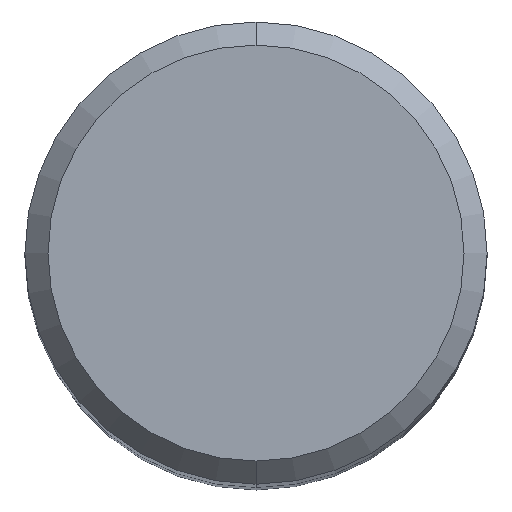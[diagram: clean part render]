
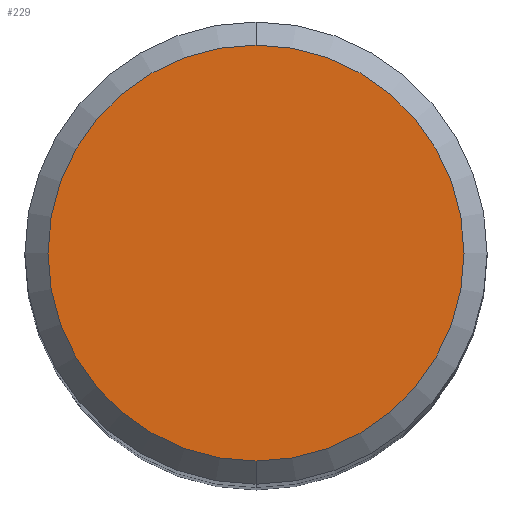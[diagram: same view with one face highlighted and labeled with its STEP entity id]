
A CAD part, top view. The second image highlights one B-rep face of the part: STEP entity #229.
In plain terms, the highlighted planar face has unit normal (0, 0, 1).
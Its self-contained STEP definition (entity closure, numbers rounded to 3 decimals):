
#171=EDGE_CURVE('',#427,#233,#462,.T.);
#229=ADVANCED_FACE('',(#527),#528,.T.);
#233=VERTEX_POINT('',#533);
#265=EDGE_CURVE('',#233,#427,#567,.T.);
#427=VERTEX_POINT('',#746);
#462=CIRCLE('',#790,4.5);
#527=FACE_OUTER_BOUND('',#891,.T.);
#528=PLANE('',#892);
#533=CARTESIAN_POINT('',(0.,-4.5,0.0));
#567=CIRCLE('',#1009,4.5);
#746=CARTESIAN_POINT('',(0.0,4.5,0.0));
#790=AXIS2_PLACEMENT_3D('',#1413,#1414,#1415);
#891=EDGE_LOOP('',(#1501,#1502));
#892=AXIS2_PLACEMENT_3D('',#1503,#1504,#1505);
#1009=AXIS2_PLACEMENT_3D('',#1538,#1539,#1540);
#1413=CARTESIAN_POINT('',(0.0,0.0,0.0));
#1414=DIRECTION('',(0.0,0.0,-1.0));
#1415=DIRECTION('',(0.0,1.0,0.0));
#1501=ORIENTED_EDGE('',*,*,#171,.F.);
#1502=ORIENTED_EDGE('',*,*,#265,.F.);
#1503=CARTESIAN_POINT('',(0.0,2.25,0.0));
#1504=DIRECTION('',(-0.0,0.0,1.0));
#1505=DIRECTION('',(0.0,-1.0,0.0));
#1538=CARTESIAN_POINT('',(0.0,0.0,0.0));
#1539=DIRECTION('',(0.0,0.0,-1.0));
#1540=DIRECTION('',(0.0,1.0,0.0));
